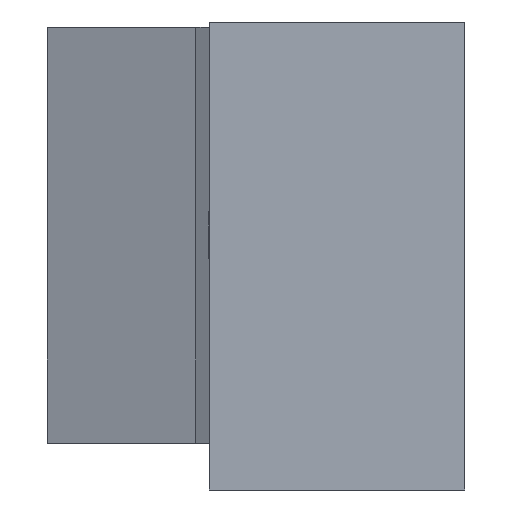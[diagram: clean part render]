
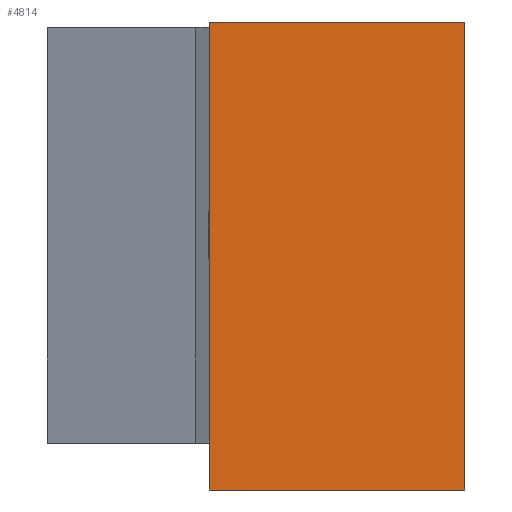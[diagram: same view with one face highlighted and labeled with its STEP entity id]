
A CAD part, left-side view. The second image highlights one B-rep face of the part: STEP entity #4814.
In plain terms, the highlighted planar face has unit normal (-1, 0, 0).
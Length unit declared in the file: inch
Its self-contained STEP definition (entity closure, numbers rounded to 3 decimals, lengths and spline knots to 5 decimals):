
#84 = ORIENTED_EDGE ( 'NONE', *, *, #1654, .F. ) ;
#138 = EDGE_CURVE ( 'NONE', #4668, #1779, #611, .T. ) ;
#502 = CARTESIAN_POINT ( 'NONE',  ( -1.875, 0., -0.5625 ) ) ;
#536 = VECTOR ( 'NONE', #879, 39.37008 ) ;
#611 = LINE ( 'NONE', #1334, #856 ) ;
#630 = ORIENTED_EDGE ( 'NONE', *, *, #5166, .F. ) ;
#664 = CARTESIAN_POINT ( 'NONE',  ( -1.875, 0.615, -0.5625 ) ) ;
#856 = VECTOR ( 'NONE', #3649, 39.37008 ) ;
#866 = VERTEX_POINT ( 'NONE', #4119 ) ;
#879 = DIRECTION ( 'NONE',  ( 0., 0., 1. ) ) ;
#881 = PLANE ( 'NONE',  #2382 ) ;
#1001 = VERTEX_POINT ( 'NONE', #4585 ) ;
#1334 = CARTESIAN_POINT ( 'NONE',  ( -1.875, 0.615, -0.5625 ) ) ;
#1392 = EDGE_CURVE ( 'NONE', #1779, #1001, #3596, .T. ) ;
#1654 = EDGE_CURVE ( 'NONE', #4668, #866, #2495, .T. ) ;
#1689 = CARTESIAN_POINT ( 'NONE',  ( -1.875, 0.615, 0.5625 ) ) ;
#1779 = VERTEX_POINT ( 'NONE', #502 ) ;
#2008 = CARTESIAN_POINT ( 'NONE',  ( -1.875, 0.615, 0.5625 ) ) ;
#2200 = ORIENTED_EDGE ( 'NONE', *, *, #1392, .T. ) ;
#2356 = DIRECTION ( 'NONE',  ( 0., -1., 0. ) ) ;
#2382 = AXIS2_PLACEMENT_3D ( 'NONE', #1689, #2463, #2441 ) ;
#2441 = DIRECTION ( 'NONE',  ( 0., 0., -1. ) ) ;
#2463 = DIRECTION ( 'NONE',  ( 1., 0., 0. ) ) ;
#2495 = LINE ( 'NONE', #2008, #3514 ) ;
#2828 = EDGE_LOOP ( 'NONE', ( #2200, #630, #84, #3938 ) ) ;
#2882 = CARTESIAN_POINT ( 'NONE',  ( -1.875, 0.615, 0.5625 ) ) ;
#3514 = VECTOR ( 'NONE', #3970, 39.37008 ) ;
#3596 = LINE ( 'NONE', #3628, #536 ) ;
#3628 = CARTESIAN_POINT ( 'NONE',  ( -1.875, 0., 0.5625 ) ) ;
#3649 = DIRECTION ( 'NONE',  ( 0., -1., 0. ) ) ;
#3650 = FACE_OUTER_BOUND ( 'NONE', #2828, .T. ) ;
#3938 = ORIENTED_EDGE ( 'NONE', *, *, #138, .T. ) ;
#3970 = DIRECTION ( 'NONE',  ( 0., 0., 1. ) ) ;
#4119 = CARTESIAN_POINT ( 'NONE',  ( -1.875, 0.615, 0.5625 ) ) ;
#4585 = CARTESIAN_POINT ( 'NONE',  ( -1.875, 0., 0.5625 ) ) ;
#4668 = VERTEX_POINT ( 'NONE', #664 ) ;
#4739 = VECTOR ( 'NONE', #2356, 39.37008 ) ;
#4814 = ADVANCED_FACE ( 'NONE', ( #3650 ), #881, .F. ) ;
#5166 = EDGE_CURVE ( 'NONE', #866, #1001, #5167, .T. ) ;
#5167 = LINE ( 'NONE', #2882, #4739 ) ;
